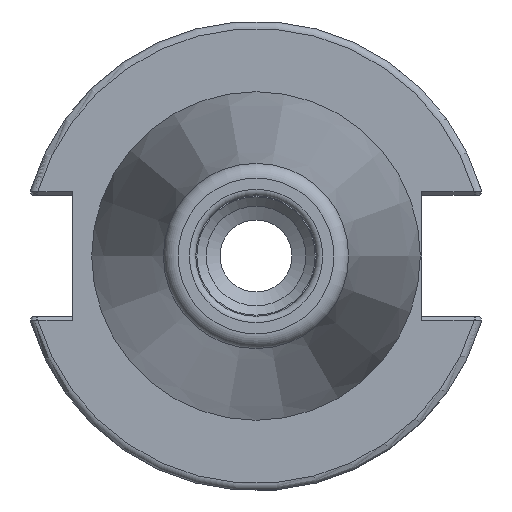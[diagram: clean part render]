
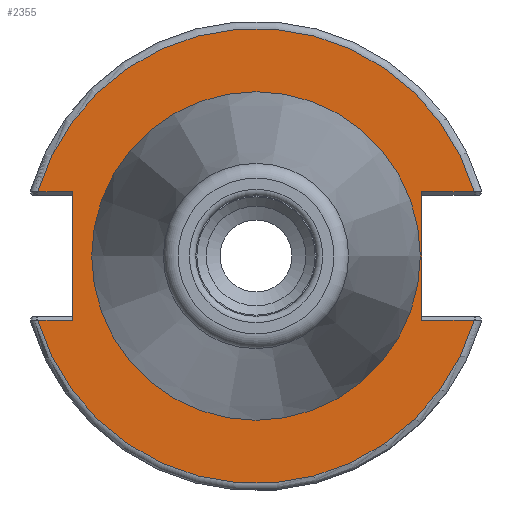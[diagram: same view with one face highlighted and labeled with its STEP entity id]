
A CAD part, left-side view. The second image highlights one B-rep face of the part: STEP entity #2355.
In plain terms, the highlighted planar face has unit normal (-1, 0, 0).
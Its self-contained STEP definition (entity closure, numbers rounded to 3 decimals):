
#129=FACE_BOUND('',#374,.T.);
#144=PLANE('',#2547);
#237=FACE_OUTER_BOUND('',#373,.T.);
#373=EDGE_LOOP('',(#1689,#1690,#1691,#1692,#1693,#1694,#1695,#1696));
#374=EDGE_LOOP('',(#1697,#1698));
#512=LINE('',#3644,#666);
#514=LINE('',#3712,#668);
#515=LINE('',#3714,#669);
#516=LINE('',#3718,#670);
#517=LINE('',#3720,#671);
#518=LINE('',#3721,#672);
#666=VECTOR('',#2880,10.);
#668=VECTOR('',#2898,10.);
#669=VECTOR('',#2899,10.);
#670=VECTOR('',#2902,10.);
#671=VECTOR('',#2903,10.);
#672=VECTOR('',#2904,10.);
#841=CIRCLE('',#2546,30.775);
#842=CIRCLE('',#2548,30.775);
#843=CIRCLE('',#2549,22.225);
#844=CIRCLE('',#2550,22.225);
#989=VERTEX_POINT('',#3637);
#992=VERTEX_POINT('',#3642);
#998=VERTEX_POINT('',#3690);
#1000=VERTEX_POINT('',#3711);
#1001=VERTEX_POINT('',#3713);
#1002=VERTEX_POINT('',#3715);
#1003=VERTEX_POINT('',#3717);
#1004=VERTEX_POINT('',#3719);
#1005=VERTEX_POINT('',#3722);
#1006=VERTEX_POINT('',#3723);
#1256=EDGE_CURVE('',#992,#989,#512,.T.);
#1266=EDGE_CURVE('',#989,#998,#841,.T.);
#1269=EDGE_CURVE('',#992,#1000,#514,.T.);
#1270=EDGE_CURVE('',#1001,#1000,#515,.T.);
#1271=EDGE_CURVE('',#1002,#1001,#842,.T.);
#1272=EDGE_CURVE('',#1003,#1002,#516,.T.);
#1273=EDGE_CURVE('',#1003,#1004,#517,.T.);
#1274=EDGE_CURVE('',#998,#1004,#518,.T.);
#1275=EDGE_CURVE('',#1005,#1006,#843,.T.);
#1276=EDGE_CURVE('',#1006,#1005,#844,.T.);
#1689=ORIENTED_EDGE('',*,*,#1256,.F.);
#1690=ORIENTED_EDGE('',*,*,#1269,.T.);
#1691=ORIENTED_EDGE('',*,*,#1270,.F.);
#1692=ORIENTED_EDGE('',*,*,#1271,.F.);
#1693=ORIENTED_EDGE('',*,*,#1272,.F.);
#1694=ORIENTED_EDGE('',*,*,#1273,.T.);
#1695=ORIENTED_EDGE('',*,*,#1274,.F.);
#1696=ORIENTED_EDGE('',*,*,#1266,.F.);
#1697=ORIENTED_EDGE('',*,*,#1275,.T.);
#1698=ORIENTED_EDGE('',*,*,#1276,.T.);
#2355=ADVANCED_FACE('',(#237,#129),#144,.T.);
#2546=AXIS2_PLACEMENT_3D('',#3691,#2894,#2895);
#2547=AXIS2_PLACEMENT_3D('',#3710,#2896,#2897);
#2548=AXIS2_PLACEMENT_3D('',#3716,#2900,#2901);
#2549=AXIS2_PLACEMENT_3D('',#3724,#2905,#2906);
#2550=AXIS2_PLACEMENT_3D('',#3725,#2907,#2908);
#2880=DIRECTION('',(0.,-1.,0.));
#2894=DIRECTION('center_axis',(1.,0.,0.));
#2895=DIRECTION('ref_axis',(0.,0.,-1.));
#2896=DIRECTION('center_axis',(-1.,0.,0.));
#2897=DIRECTION('ref_axis',(0.,0.,1.));
#2898=DIRECTION('',(0.,0.,1.));
#2899=DIRECTION('',(0.,1.,0.));
#2900=DIRECTION('center_axis',(1.,0.,0.));
#2901=DIRECTION('ref_axis',(0.,0.,-1.));
#2902=DIRECTION('',(0.,1.,0.));
#2903=DIRECTION('',(0.,0.,-1.));
#2904=DIRECTION('',(0.,-1.,0.));
#2905=DIRECTION('center_axis',(1.,0.,0.));
#2906=DIRECTION('ref_axis',(0.,0.,-1.));
#2907=DIRECTION('center_axis',(1.,0.,0.));
#2908=DIRECTION('ref_axis',(0.,0.,-1.));
#3637=CARTESIAN_POINT('',(3.175,-29.523,-8.69));
#3642=CARTESIAN_POINT('',(3.175,-22.41,-8.69));
#3644=CARTESIAN_POINT('',(3.175,-4.878,-8.69));
#3690=CARTESIAN_POINT('',(3.175,29.523,-8.69));
#3691=CARTESIAN_POINT('Origin',(3.175,0.,
0.));
#3710=CARTESIAN_POINT('Origin',(3.175,30.775,0.));
#3711=CARTESIAN_POINT('',(3.175,-22.41,8.69));
#3712=CARTESIAN_POINT('',(3.175,-22.41,-4.095));
#3713=CARTESIAN_POINT('',(3.175,-29.523,8.69));
#3714=CARTESIAN_POINT('',(3.175,4.182,8.69));
#3715=CARTESIAN_POINT('',(3.175,29.523,8.69));
#3716=CARTESIAN_POINT('Origin',(3.175,0.,
0.));
#3717=CARTESIAN_POINT('',(3.175,24.8,8.69));
#3718=CARTESIAN_POINT('',(3.175,32.958,8.69));
#3719=CARTESIAN_POINT('',(3.175,24.8,-8.69));
#3720=CARTESIAN_POINT('',(3.175,24.8,4.095));
#3721=CARTESIAN_POINT('',(3.175,27.788,-8.69));
#3722=CARTESIAN_POINT('',(3.175,22.225,0.));
#3723=CARTESIAN_POINT('',(3.175,-22.225,0.));
#3724=CARTESIAN_POINT('Origin',(3.175,0.,
0.));
#3725=CARTESIAN_POINT('Origin',(3.175,0.,
0.));
